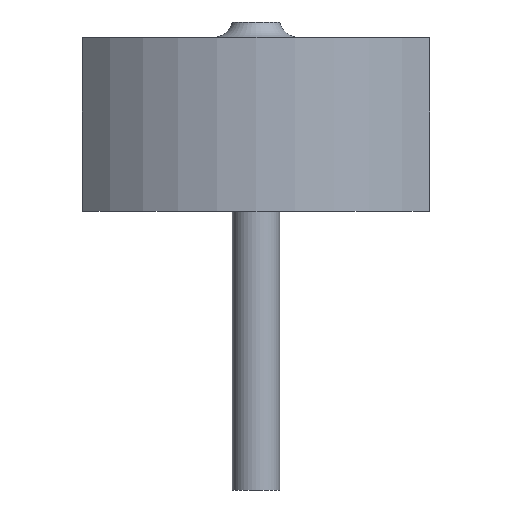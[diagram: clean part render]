
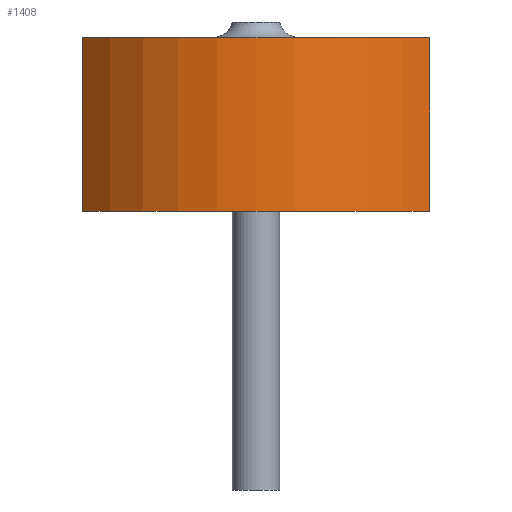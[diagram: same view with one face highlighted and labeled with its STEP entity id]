
A CAD part, front view. The second image highlights one B-rep face of the part: STEP entity #1408.
In plain terms, the highlighted cylindrical face has radius 2.15 mm (diameter 4.3 mm), a partial arc.
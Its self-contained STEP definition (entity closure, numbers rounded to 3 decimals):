
#52=CYLINDRICAL_SURFACE('',#1565,2.15);
#183=LINE('',#2377,#317);
#189=LINE('',#2404,#323);
#317=VECTOR('',#1953,10.);
#323=VECTOR('',#1987,10.);
#436=FACE_OUTER_BOUND('',#512,.T.);
#512=EDGE_LOOP('',(#1317,#1318,#1319,#1320));
#520=CIRCLE('',#1430,2.15);
#586=CIRCLE('',#1566,2.15);
#591=VERTEX_POINT('',#2004);
#592=VERTEX_POINT('',#2006);
#715=VERTEX_POINT('',#2376);
#722=VERTEX_POINT('',#2402);
#728=EDGE_CURVE('',#591,#592,#520,.T.);
#913=EDGE_CURVE('',#715,#592,#183,.T.);
#924=EDGE_CURVE('',#722,#715,#586,.T.);
#925=EDGE_CURVE('',#722,#591,#189,.T.);
#1317=ORIENTED_EDGE('',*,*,#924,.T.);
#1318=ORIENTED_EDGE('',*,*,#913,.T.);
#1319=ORIENTED_EDGE('',*,*,#728,.F.);
#1320=ORIENTED_EDGE('',*,*,#925,.F.);
#1408=ADVANCED_FACE('',(#436),#52,.T.);
#1430=AXIS2_PLACEMENT_3D('',#2007,#1583,#1584);
#1565=AXIS2_PLACEMENT_3D('',#2401,#1983,#1984);
#1566=AXIS2_PLACEMENT_3D('',#2403,#1985,#1986);
#1583=DIRECTION('center_axis',(0.,0.,1.));
#1584=DIRECTION('ref_axis',(1.,0.,0.));
#1953=DIRECTION('',(0.,0.,1.));
#1983=DIRECTION('center_axis',(0.,0.,1.));
#1984=DIRECTION('ref_axis',(1.,0.,0.));
#1985=DIRECTION('center_axis',(0.,0.,1.));
#1986=DIRECTION('ref_axis',(1.,0.,0.));
#1987=DIRECTION('',(0.,0.,1.));
#2004=CARTESIAN_POINT('',(-1.65,-1.378,1.65));
#2006=CARTESIAN_POINT('',(1.65,-1.378,1.65));
#2007=CARTESIAN_POINT('Origin',(0.,0.,1.65));
#2376=CARTESIAN_POINT('',(1.65,-1.378,0.));
#2377=CARTESIAN_POINT('',(1.65,-1.378,0.));
#2401=CARTESIAN_POINT('Origin',(0.,0.,0.));
#2402=CARTESIAN_POINT('',(-1.65,-1.378,0.));
#2403=CARTESIAN_POINT('Origin',(0.,0.,0.));
#2404=CARTESIAN_POINT('',(-1.65,-1.378,0.));
